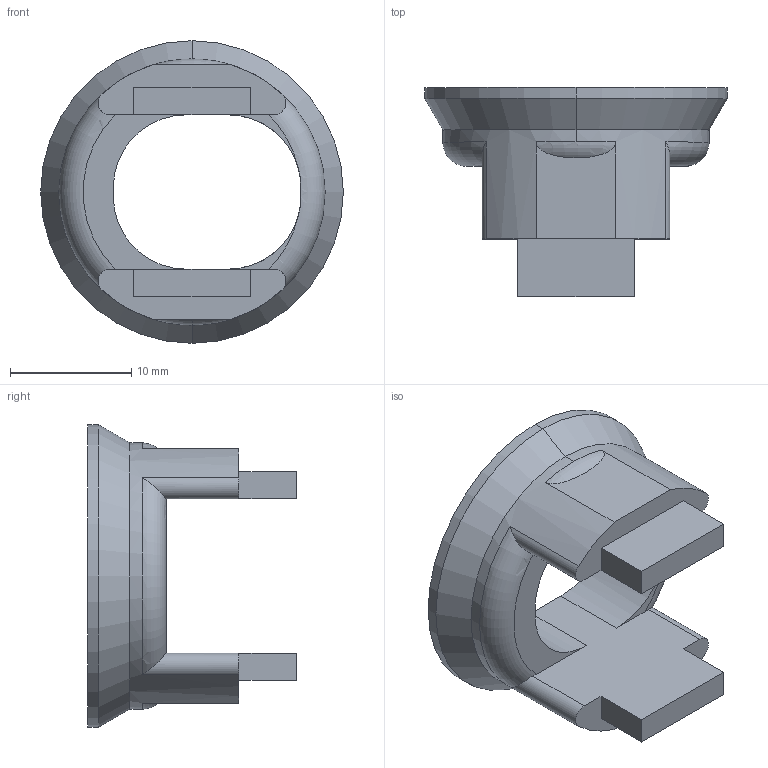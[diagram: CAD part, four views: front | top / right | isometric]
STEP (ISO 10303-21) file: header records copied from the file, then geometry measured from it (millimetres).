
FILE_DESCRIPTION (( 'STEP AP203' ), '1' );
FILE_NAME ('neck-round-bottom.STEP', '2019-10-22T11:34:05', ( '' ), ( '' ), 'SwSTEP 2.0', 'SolidWorks 2013', '' );
FILE_SCHEMA (( 'CONFIG_CONTROL_DESIGN' ));
Length unit declared in the file: millimetre
Products named in the file (1): neck-round-bottom
Bounding box: 25 x 17.25 x 25 mm (x, y, z)
Volume: 2443.6 mm3; surface area: 1945.6 mm2
Topology: 1 solids, 1 shells, 39 faces, 109 edges, 71 vertices
Faces by surface type: plane 20, cylinder 12, torus 5, cone 2
Entity records: 1443 total; most frequent: CARTESIAN_POINT 355, ORIENTED_EDGE 218, DIRECTION 207, EDGE_CURVE 109, AXIS2_PLACEMENT_3D 72, VERTEX_POINT 71, VECTOR 63, LINE 63
